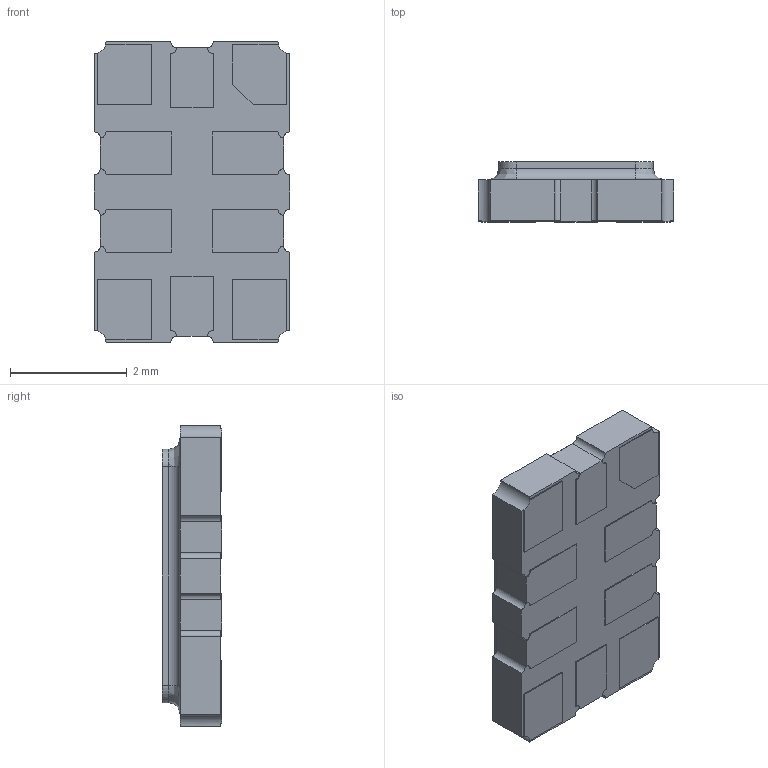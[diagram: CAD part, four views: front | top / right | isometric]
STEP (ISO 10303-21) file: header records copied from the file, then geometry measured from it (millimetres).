
FILE_DESCRIPTION (( 'STEP AP214' ), '1' );
FILE_NAME ('E41726B9-AB0C-49FC-8F1A-CD1F90061449.STEP', '2024-01-04T11:54:51', ( '' ), ( '' ), 'SwSTEP 2.0', 'SolidWorks 2022', '' );
FILE_SCHEMA (( 'AUTOMOTIVE_DESIGN' ));
Length unit declared in the file: millimetre
Products named in the file (1): E41726B9-AB0C-49FC-8F1A-CD1F90061449
Bounding box: 3.35 x 1.02 x 5.15 mm (x, y, z)
Volume: 15.5 mm3; surface area: 49.3 mm2
Topology: 1 solids, 1 shells, 210 faces, 571 edges, 374 vertices
Faces by surface type: plane 109, bspline 61, cylinder 40
Entity records: 10316 total; most frequent: CARTESIAN_POINT 4109, ORIENTED_EDGE 1142, DIRECTION 841, EDGE_CURVE 571, VERTEX_POINT 374, LINE 365, VECTOR 365, AXIS2_PLACEMENT_3D 238
